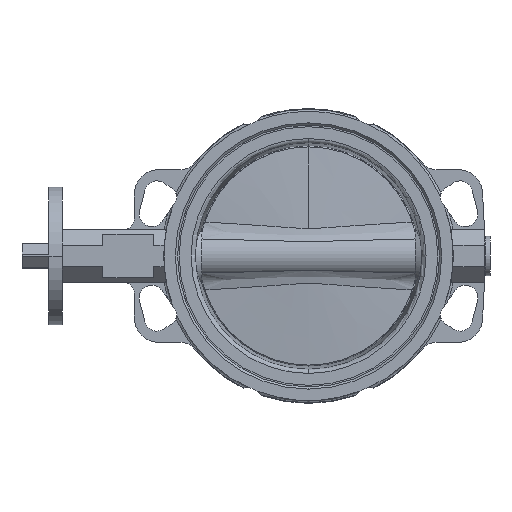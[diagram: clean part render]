
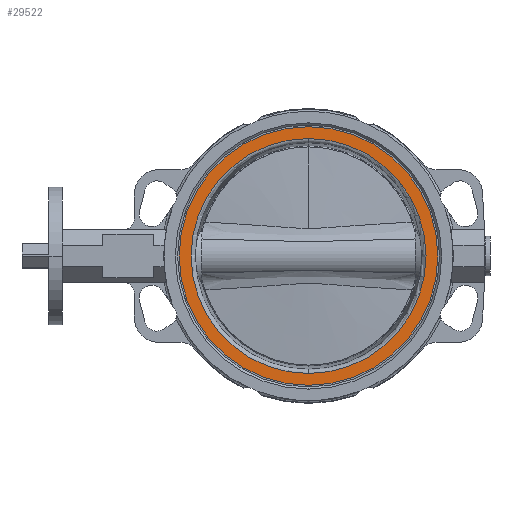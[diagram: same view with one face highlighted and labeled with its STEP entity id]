
A CAD part, left-side view. The second image highlights one B-rep face of the part: STEP entity #29522.
In plain terms, the highlighted planar face has unit normal (-1, 0, 0).
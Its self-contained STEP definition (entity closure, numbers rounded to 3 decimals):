
#2119 = CARTESIAN_POINT ( 'NONE',  ( -32.05, 0., 0. ) ) ;
#2509 = DIRECTION ( 'NONE',  ( 0., 0., -1. ) ) ;
#2584 = DIRECTION ( 'NONE',  ( 1., 0., 0. ) ) ;
#4110 = DIRECTION ( 'NONE',  ( 1., 0., 0. ) ) ;
#4647 = DIRECTION ( 'NONE',  ( 1., 0., 0. ) ) ;
#5477 = EDGE_CURVE ( 'NONE', #9207, #14177, #22418, .T. ) ;
#5757 = CIRCLE ( 'NONE', #20359, 106.813 ) ;
#6138 = FACE_OUTER_BOUND ( 'NONE', #18439, .T. ) ;
#6147 = EDGE_CURVE ( 'NONE', #33474, #18326, #5757, .T. ) ;
#6262 = EDGE_CURVE ( 'NONE', #18326, #33474, #10861, .T. ) ;
#9207 = VERTEX_POINT ( 'NONE', #15715 ) ;
#9483 = ORIENTED_EDGE ( 'NONE', *, *, #6262, .T. ) ;
#10490 = CARTESIAN_POINT ( 'NONE',  ( -32.05, 0., 117.6 ) ) ;
#10861 = CIRCLE ( 'NONE', #13655, 106.813 ) ;
#11169 = EDGE_LOOP ( 'NONE', ( #31111, #9483 ) ) ;
#12305 = CARTESIAN_POINT ( 'NONE',  ( -32.05, 0., 0. ) ) ;
#12519 = CIRCLE ( 'NONE', #23867, 117.6 ) ;
#12600 = DIRECTION ( 'NONE',  ( 0., 0., -1. ) ) ;
#12937 = ORIENTED_EDGE ( 'NONE', *, *, #5477, .F. ) ;
#13633 = DIRECTION ( 'NONE',  ( 0., 0., -1. ) ) ;
#13655 = AXIS2_PLACEMENT_3D ( 'NONE', #32435, #2584, #13633 ) ;
#14177 = VERTEX_POINT ( 'NONE', #10490 ) ;
#15502 = DIRECTION ( 'NONE',  ( -1., 0., 0. ) ) ;
#15715 = CARTESIAN_POINT ( 'NONE',  ( -32.05, 0., -117.6 ) ) ;
#16795 = FACE_BOUND ( 'NONE', #11169, .T. ) ;
#18326 = VERTEX_POINT ( 'NONE', #21861 ) ;
#18439 = EDGE_LOOP ( 'NONE', ( #12937, #35308 ) ) ;
#20189 = CARTESIAN_POINT ( 'NONE',  ( -32.05, 0., -106.813 ) ) ;
#20359 = AXIS2_PLACEMENT_3D ( 'NONE', #2119, #4647, #12600 ) ;
#21607 = CARTESIAN_POINT ( 'NONE',  ( -32.05, 0., 0. ) ) ;
#21861 = CARTESIAN_POINT ( 'NONE',  ( -32.05, 0., 106.813 ) ) ;
#22418 = CIRCLE ( 'NONE', #26516, 117.6 ) ;
#23253 = AXIS2_PLACEMENT_3D ( 'NONE', #31892, #15502, #34623 ) ;
#23867 = AXIS2_PLACEMENT_3D ( 'NONE', #21607, #35210, #2509 ) ;
#26033 = EDGE_CURVE ( 'NONE', #14177, #9207, #12519, .T. ) ;
#26516 = AXIS2_PLACEMENT_3D ( 'NONE', #12305, #4110, #28681 ) ;
#26618 = PLANE ( 'NONE',  #23253 ) ;
#28681 = DIRECTION ( 'NONE',  ( 0., 0., -1. ) ) ;
#29522 = ADVANCED_FACE ( 'NONE', ( #6138, #16795 ), #26618, .T. ) ;
#31111 = ORIENTED_EDGE ( 'NONE', *, *, #6147, .T. ) ;
#31892 = CARTESIAN_POINT ( 'NONE',  ( -32.05, 117.6, 0. ) ) ;
#32435 = CARTESIAN_POINT ( 'NONE',  ( -32.05, 0., 0. ) ) ;
#33474 = VERTEX_POINT ( 'NONE', #20189 ) ;
#34623 = DIRECTION ( 'NONE',  ( 0., 0., 1. ) ) ;
#35210 = DIRECTION ( 'NONE',  ( 1., 0., 0. ) ) ;
#35308 = ORIENTED_EDGE ( 'NONE', *, *, #26033, .F. ) ;
